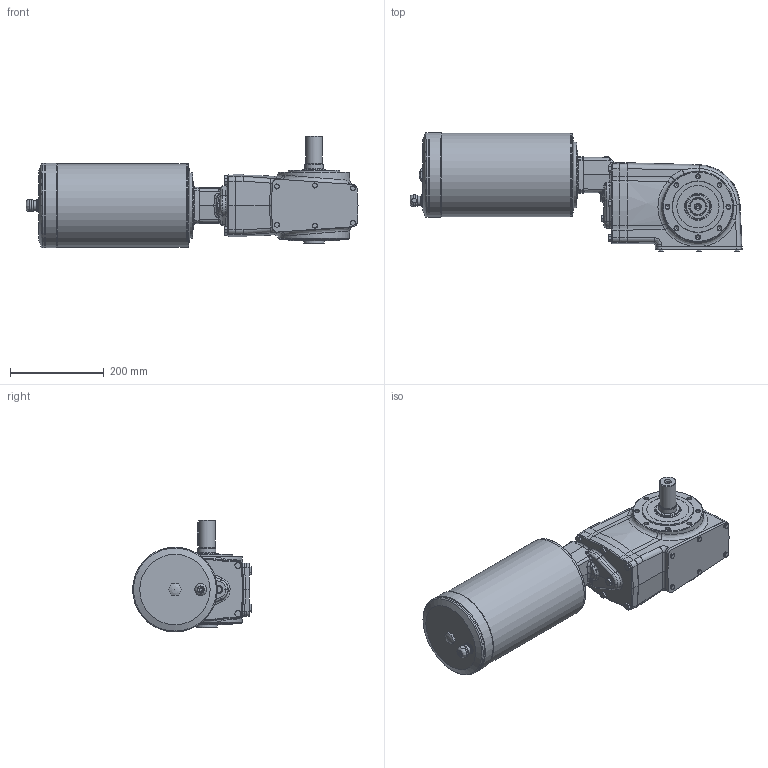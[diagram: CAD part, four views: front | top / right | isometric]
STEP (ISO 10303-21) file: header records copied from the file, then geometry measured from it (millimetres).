
FILE_DESCRIPTION( ( 'Unknown' ), '1' );
FILE_NAME( '82CEFF6FF22714B38DB2BC5CD67947B.3d.stp', 'Unknown', ( 'Unknown' ), ( 'Unknown' ), 'PSStep 10.1', 'Unknown', ' ' );
FILE_SCHEMA( ( 'AUTOMOTIVE_DESIGN { 1 0 10303 214 1 1 1 1 }' ) );
Length unit declared in the file: millimetre
Products named in the file (1): X63N
Bounding box: 708.5 x 253.7 x 239 mm (x, y, z)
Volume: 14516797.1 mm3; surface area: 529343.2 mm2
Topology: 1 solids, 10 shells, 877 faces, 2054 edges, 1267 vertices
Faces by surface type: plane 299, cylinder 203, cone 181, bspline 131, torus 52, revolution 4, extrusion 4, sphere 3
Full cylindrical faces by diameter (mm): 6.647 x8, 7 x1, 8 x4, 8.376 x34, 8.9 x6, 9 x8, 10.5 x1, 11.6 x6, 13 x5, 13.4 x1, 14 x4, 15 x1, 16.662 x1, 18 x1, 20 x1, 24 x1, 30 x1, 34.6 x2, 35 x4, 35.2 x1, 39 x1, 44 x1, 47 x1, 50 x1, 57.5 x2, 58 x2, 85 x1, 90 x2, 95 x2, 110 x2
Entity records: 47376 total; most frequent: CARTESIAN_POINT 22947, ORIENTED_EDGE 3406, DIRECTION 3359, EDGE_CURVE 1703, AXIS2_PLACEMENT_3D 1405, EDGE_LOOP 1207, VERTEX_POINT 1179, FACE_OUTER_BOUND 1038
